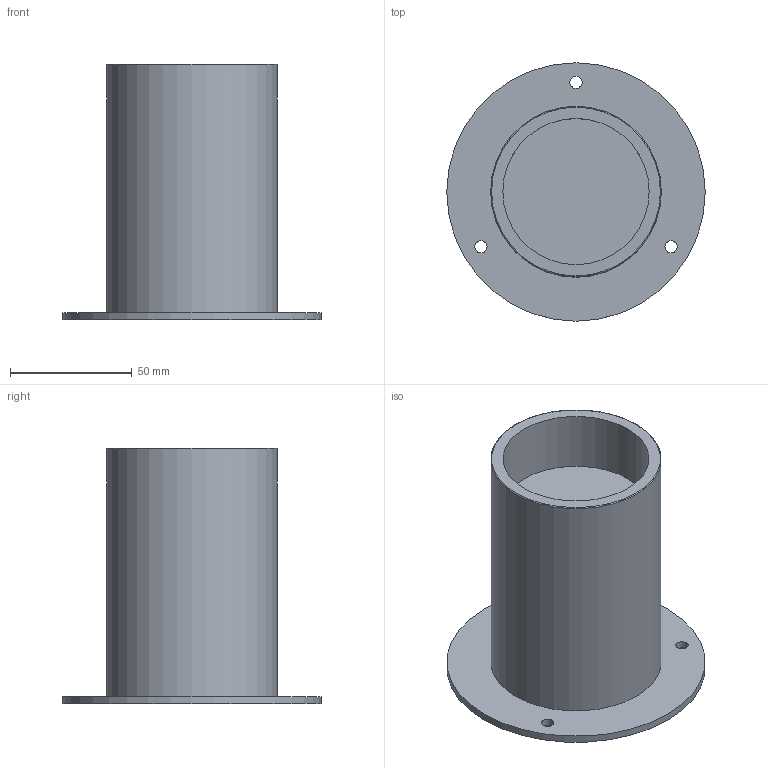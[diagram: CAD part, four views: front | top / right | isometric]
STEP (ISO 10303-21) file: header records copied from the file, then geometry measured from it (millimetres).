
FILE_DESCRIPTION(('FreeCAD Model'),'2;1');
FILE_NAME('Open CASCADE Shape Model','2025-01-25T05:14:00',(''),(''), 'Open CASCADE STEP processor 7.7','FreeCAD','Unknown');
FILE_SCHEMA(('AUTOMOTIVE_DESIGN { 1 0 10303 214 1 1 1 1 }'));
Length unit declared in the file: millimetre
Products named in the file (1): rigid
Bounding box: 106 x 106 x 105 mm (x, y, z)
Volume: 348330 mm3; surface area: 45787.2 mm2
Topology: 1 solids, 1 shells, 11 faces, 20 edges, 13 vertices
Faces by surface type: cylinder 6, plane 4, torus 1
Full cylindrical faces by diameter (mm): 5 x3, 60 x1, 70 x1, 106 x1
Entity records: 576 total; most frequent: DIRECTION 98, CARTESIAN_POINT 85, ORIENTED_EDGE 40, PCURVE 40, DEFINITIONAL_REPRESENTATION 40, LINE 34, VECTOR 34, AXIS2_PLACEMENT_3D 26
